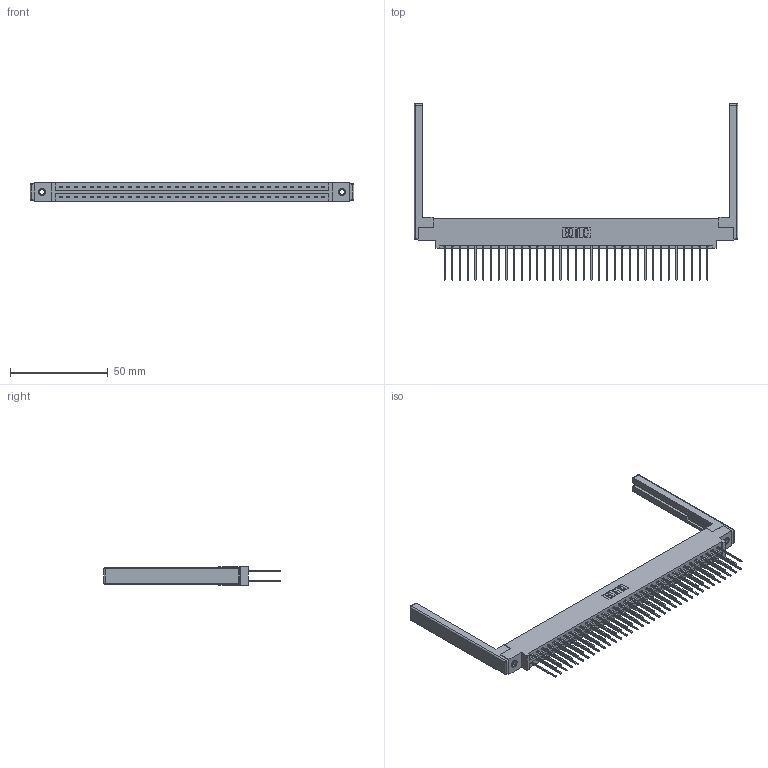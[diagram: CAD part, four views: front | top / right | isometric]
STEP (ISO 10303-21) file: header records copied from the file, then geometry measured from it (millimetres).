
FILE_DESCRIPTION (( 'STEP AP203' ), '1' );
FILE_NAME ('387-070-542-868.STEP', '2019-10-21T22:41:47', ( '' ), ( '' ), 'SwSTEP 2.0', 'SolidWorks 2016', '' );
FILE_SCHEMA (( 'CONFIG_CONTROL_DESIGN' ));
Length unit declared in the file: inch
Products named in the file (5): 345-292-001_345-293-142; 337 Part_0.170 Offset - 0.156 Dia-TI; 345-250-001_345-250-001-102; 307-220-068; 387-070-542-868
Assembly tree (75 placements, depth 2):
  387-070-542-868
    337 Part_0.170 Offset - 0.156 Dia-TI
    345-292-001_345-293-142  x70
    345-250-001_345-250-001-102  x2
    307-220-068  x2
Bounding box: 166.12 x 90.68 x 9.4 mm (x, y, z)
Volume: 22007 mm3; surface area: 25623 mm2
Topology: 75 solids, 75 shells, 4052 faces, 11983 edges, 7874 vertices
Faces by surface type: plane 2822, cylinder 1206, cone 12, sphere 8, torus 4
Entity records: 30952 total; most frequent: CARTESIAN_POINT 5187, ORIENTED_EDGE 5112, DIRECTION 4494, EDGE_CURVE 2556, VECTOR 2378, LINE 2378, VERTEX_POINT 1694, AXIS2_PLACEMENT_3D 1058
